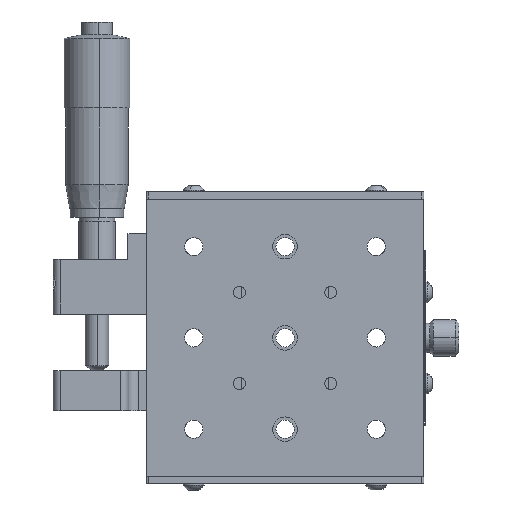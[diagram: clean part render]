
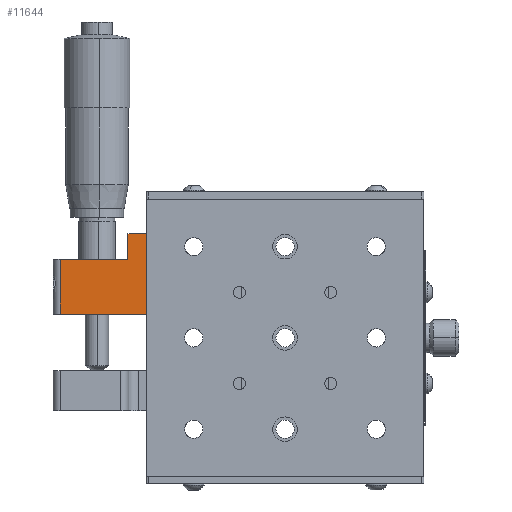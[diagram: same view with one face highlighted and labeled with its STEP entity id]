
A CAD part, front view. The second image highlights one B-rep face of the part: STEP entity #11644.
In plain terms, the highlighted planar face has unit normal (0, -1, 0).
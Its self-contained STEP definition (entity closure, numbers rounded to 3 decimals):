
#109 = CARTESIAN_POINT ( 'NONE',  ( -38., 0.2, 28.5 ) ) ;
#268 = DIRECTION ( 'NONE',  ( 0., 0., -1. ) ) ;
#270 = EDGE_CURVE ( 'NONE', #17452, #2860, #21964, .T. ) ;
#607 = CARTESIAN_POINT ( 'NONE',  ( -61.5, 0.2, 28.5 ) ) ;
#1498 = EDGE_CURVE ( 'NONE', #18954, #7341, #8385, .T. ) ;
#2860 = VERTEX_POINT ( 'NONE', #8719 ) ;
#3026 = VECTOR ( 'NONE', #268, 1000. ) ;
#3175 = ORIENTED_EDGE ( 'NONE', *, *, #1498, .T. ) ;
#3210 = VECTOR ( 'NONE', #22082, 1000. ) ;
#3566 = VECTOR ( 'NONE', #24634, 1000. ) ;
#5484 = ORIENTED_EDGE ( 'NONE', *, *, #270, .F. ) ;
#5743 = ORIENTED_EDGE ( 'NONE', *, *, #6418, .T. ) ;
#6148 = FACE_OUTER_BOUND ( 'NONE', #22735, .T. ) ;
#6418 = EDGE_CURVE ( 'NONE', #7341, #25115, #13923, .T. ) ;
#7341 = VERTEX_POINT ( 'NONE', #20099 ) ;
#8052 = CARTESIAN_POINT ( 'NONE',  ( -61.5, 0.2, 28.5 ) ) ;
#8385 = LINE ( 'NONE', #18231, #3210 ) ;
#8660 = LINE ( 'NONE', #24892, #13236 ) ;
#8719 = CARTESIAN_POINT ( 'NONE',  ( -38., 0.2, 6.5 ) ) ;
#8741 = CARTESIAN_POINT ( 'NONE',  ( -61.5, 0.2, 28.5 ) ) ;
#10163 = AXIS2_PLACEMENT_3D ( 'NONE', #8741, #22431, #10723 ) ;
#10201 = CARTESIAN_POINT ( 'NONE',  ( -61.5, 0.2, 6.5 ) ) ;
#10723 = DIRECTION ( 'NONE',  ( 0., 0., 1. ) ) ;
#10758 = EDGE_CURVE ( 'NONE', #17452, #18954, #21472, .T. ) ;
#11644 = ADVANCED_FACE ( 'NONE', ( #6148 ), #18501, .T. ) ;
#12310 = DIRECTION ( 'NONE',  ( 0., 0., -1. ) ) ;
#13098 = CARTESIAN_POINT ( 'NONE',  ( -63.5, 0.2, 21.5 ) ) ;
#13236 = VECTOR ( 'NONE', #22958, 1000. ) ;
#13469 = ORIENTED_EDGE ( 'NONE', *, *, #10758, .T. ) ;
#13923 = LINE ( 'NONE', #13098, #3566 ) ;
#13980 = DIRECTION ( 'NONE',  ( -1., 0., 0. ) ) ;
#15284 = ORIENTED_EDGE ( 'NONE', *, *, #25114, .T. ) ;
#15516 = CARTESIAN_POINT ( 'NONE',  ( -38., 0.2, 28.5 ) ) ;
#16257 = VECTOR ( 'NONE', #13980, 1000. ) ;
#16260 = EDGE_CURVE ( 'NONE', #2860, #17021, #8660, .T. ) ;
#17021 = VERTEX_POINT ( 'NONE', #10201 ) ;
#17102 = ORIENTED_EDGE ( 'NONE', *, *, #16260, .F. ) ;
#17452 = VERTEX_POINT ( 'NONE', #15516 ) ;
#18094 = VECTOR ( 'NONE', #12310, 1000. ) ;
#18231 = CARTESIAN_POINT ( 'NONE',  ( -43., 0.2, 28.5 ) ) ;
#18501 = PLANE ( 'NONE',  #10163 ) ;
#18697 = LINE ( 'NONE', #607, #18094 ) ;
#18954 = VERTEX_POINT ( 'NONE', #21058 ) ;
#20099 = CARTESIAN_POINT ( 'NONE',  ( -43., 0.2, 21.5 ) ) ;
#21058 = CARTESIAN_POINT ( 'NONE',  ( -43., 0.2, 28.5 ) ) ;
#21472 = LINE ( 'NONE', #8052, #16257 ) ;
#21964 = LINE ( 'NONE', #109, #3026 ) ;
#22046 = CARTESIAN_POINT ( 'NONE',  ( -61.5, 0.2, 21.5 ) ) ;
#22082 = DIRECTION ( 'NONE',  ( 0., 0., -1. ) ) ;
#22431 = DIRECTION ( 'NONE',  ( 0., -1., 0. ) ) ;
#22735 = EDGE_LOOP ( 'NONE', ( #5743, #15284, #17102, #5484, #13469, #3175 ) ) ;
#22958 = DIRECTION ( 'NONE',  ( -1., 0., 0. ) ) ;
#24634 = DIRECTION ( 'NONE',  ( -1., 0., 0. ) ) ;
#24892 = CARTESIAN_POINT ( 'NONE',  ( -61.5, 0.2, 6.5 ) ) ;
#25114 = EDGE_CURVE ( 'NONE', #25115, #17021, #18697, .T. ) ;
#25115 = VERTEX_POINT ( 'NONE', #22046 ) ;
